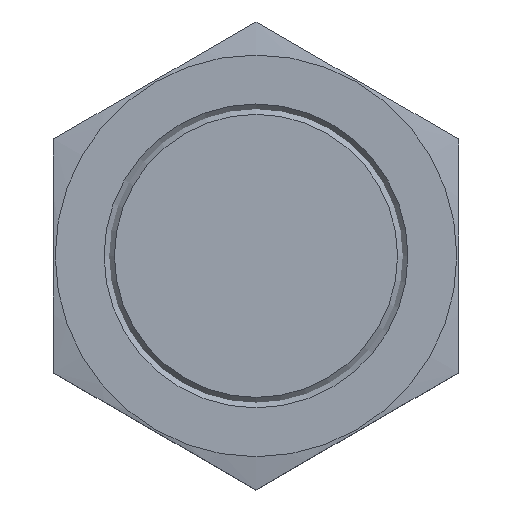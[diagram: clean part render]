
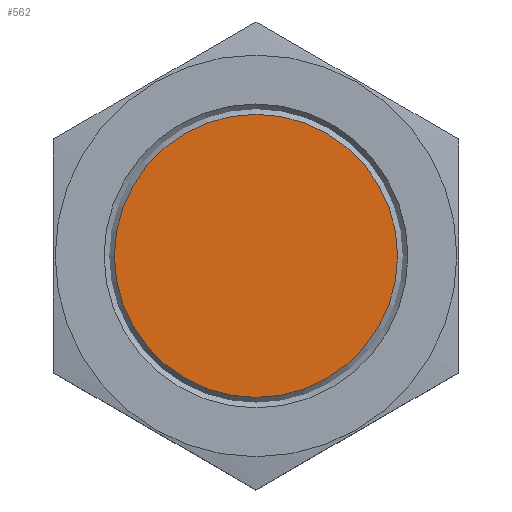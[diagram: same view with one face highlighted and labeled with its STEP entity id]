
A CAD part, top view. The second image highlights one B-rep face of the part: STEP entity #562.
In plain terms, the highlighted face is planar.
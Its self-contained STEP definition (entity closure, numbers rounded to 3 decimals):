
#59=PLANE('',#644);
#128=ORIENTED_EDGE('',*,*,#253,.F.);
#253=EDGE_CURVE('',#315,#315,#361,.T.);
#315=VERTEX_POINT('',#974);
#361=CIRCLE('',#645,8.387);
#397=EDGE_LOOP('',(#128));
#477=FACE_BOUND('',#397,.T.);
#562=ADVANCED_FACE('',(#477),#59,.F.);
#644=AXIS2_PLACEMENT_3D('',#972,#745,#746);
#645=AXIS2_PLACEMENT_3D('',#973,#747,#748);
#745=DIRECTION('',(1.,0.,0.));
#746=DIRECTION('',(0.,0.,-1.));
#747=DIRECTION('',(1.,0.,0.));
#748=DIRECTION('',(0.,0.,-1.));
#972=CARTESIAN_POINT('',(0.,0.,0.));
#973=CARTESIAN_POINT('',(0.,0.,0.));
#974=CARTESIAN_POINT('',(0.,0.,-8.387));
